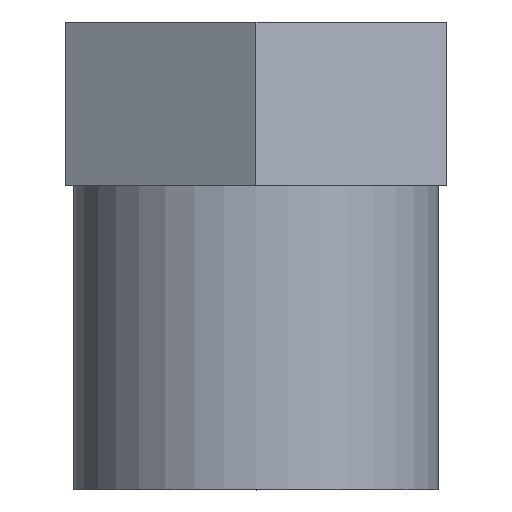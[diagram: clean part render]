
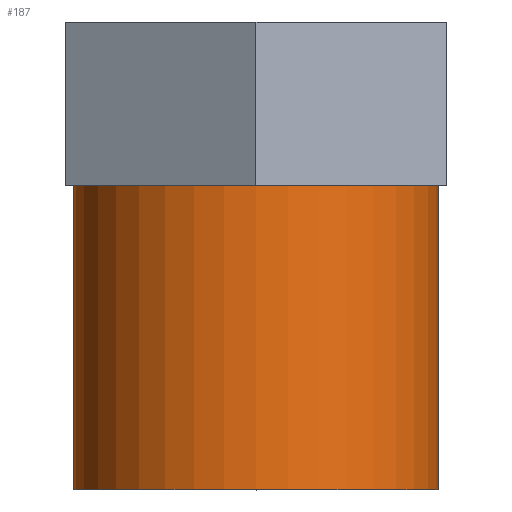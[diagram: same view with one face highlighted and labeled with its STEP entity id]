
A CAD part, top view. The second image highlights one B-rep face of the part: STEP entity #187.
In plain terms, the highlighted cylindrical face has radius 8.4 mm (diameter 16.8 mm), a full revolution.
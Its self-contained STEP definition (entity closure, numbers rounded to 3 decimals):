
#61=FACE_BOUND('',#85,.T.);
#72=FACE_OUTER_BOUND('',#84,.T.);
#84=EDGE_LOOP('',(#160));
#85=EDGE_LOOP('',(#161));
#94=CIRCLE('',#221,8.4);
#95=CIRCLE('',#222,8.4);
#110=VERTEX_POINT('',#319);
#111=VERTEX_POINT('',#321);
#132=EDGE_CURVE('',#110,#110,#94,.T.);
#133=EDGE_CURVE('',#111,#111,#95,.T.);
#160=ORIENTED_EDGE('',*,*,#132,.F.);
#161=ORIENTED_EDGE('',*,*,#133,.T.);
#179=CYLINDRICAL_SURFACE('',#220,8.4);
#187=ADVANCED_FACE('',(#72,#61),#179,.T.);
#220=AXIS2_PLACEMENT_3D('',#318,#264,#265);
#221=AXIS2_PLACEMENT_3D('',#320,#266,#267);
#222=AXIS2_PLACEMENT_3D('',#322,#268,#269);
#264=DIRECTION('center_axis',(0.,1.,0.));
#265=DIRECTION('ref_axis',(-1.,0.,0.));
#266=DIRECTION('center_axis',(0.,1.,0.));
#267=DIRECTION('ref_axis',(-1.,0.,0.));
#268=DIRECTION('center_axis',(0.,1.,0.));
#269=DIRECTION('ref_axis',(-1.,0.,0.));
#318=CARTESIAN_POINT('Origin',(0.,7.,0.));
#319=CARTESIAN_POINT('',(-8.4,14.,0.));
#320=CARTESIAN_POINT('Origin',(0.,14.,0.));
#321=CARTESIAN_POINT('',(-8.4,0.,0.));
#322=CARTESIAN_POINT('Origin',(0.,0.,
0.));
